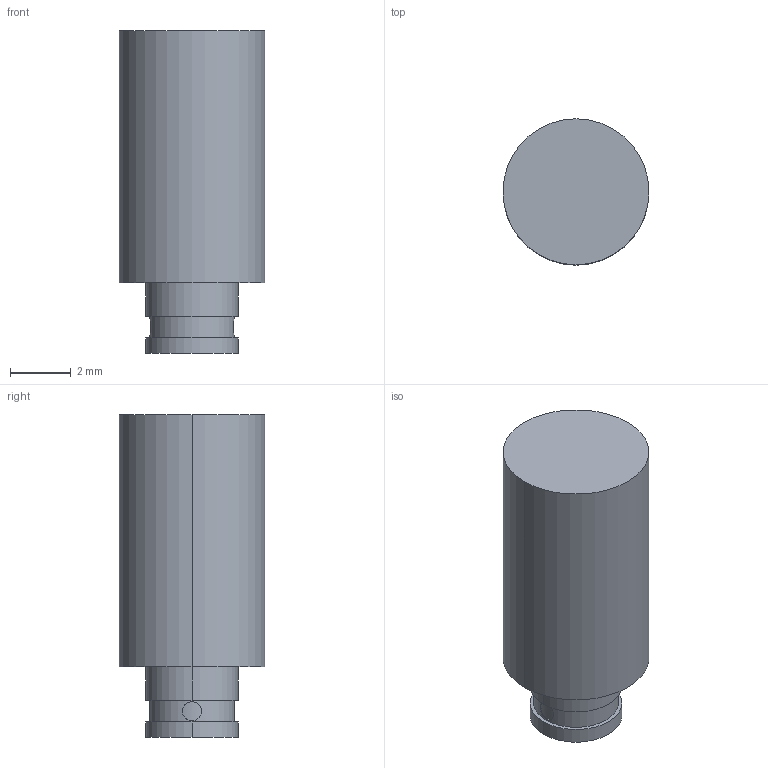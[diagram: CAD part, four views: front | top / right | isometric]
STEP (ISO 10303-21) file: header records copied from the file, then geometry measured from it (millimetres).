
FILE_DESCRIPTION (( 'STEP AP214' ), '1' );
FILE_NAME ('FMCN1540_3D.STEP', '2022-10-05T18:00:54', ( '' ), ( '' ), 'SwSTEP 2.0', 'SolidWorks 2021', '' );
FILE_SCHEMA (( 'AUTOMOTIVE_DESIGN' ));
Length unit declared in the file: inch
Products named in the file (1): FMCN1540_3D
Bounding box: 4.83 x 4.83 x 10.67 mm (x, y, z)
Volume: 168.6 mm3; surface area: 187.2 mm2
Topology: 1 solids, 1 shells, 20 faces, 39 edges, 24 vertices
Faces by surface type: cylinder 15, plane 5
Entity records: 607 total; most frequent: CARTESIAN_POINT 156, DIRECTION 89, ORIENTED_EDGE 78, EDGE_CURVE 39, AXIS2_PLACEMENT_3D 37, VERTEX_POINT 24, EDGE_LOOP 23, FACE_OUTER_BOUND 20
